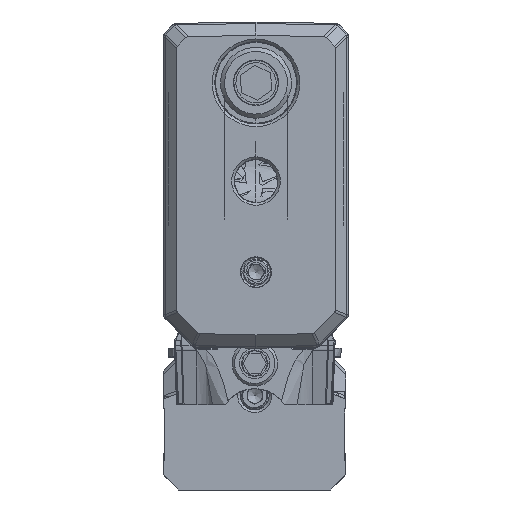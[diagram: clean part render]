
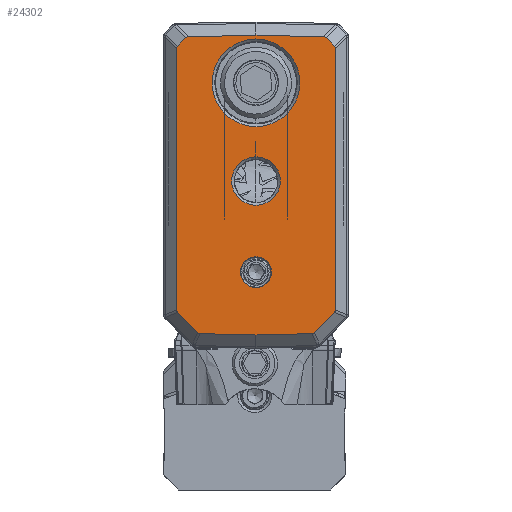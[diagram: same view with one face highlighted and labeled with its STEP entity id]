
A CAD part, front view. The second image highlights one B-rep face of the part: STEP entity #24302.
In plain terms, the highlighted planar face has unit normal (0, -1, 0).
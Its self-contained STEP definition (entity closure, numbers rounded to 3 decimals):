
#3094=FACE_BOUND('',#38400,.T.);
#3095=FACE_BOUND('',#38401,.T.);
#3096=FACE_BOUND('',#38402,.T.);
#3097=FACE_BOUND('',#38403,.T.);
#8852=ELLIPSE('',#116958,0.859,0.5);
#8853=ELLIPSE('',#116960,0.859,0.5);
#8854=ELLIPSE('',#116962,0.736,0.5);
#8855=ELLIPSE('',#116964,0.735,0.5);
#8856=ELLIPSE('',#116966,0.735,0.5);
#8857=ELLIPSE('',#116968,0.736,0.5);
#8858=ELLIPSE('',#116970,0.859,0.5);
#8859=ELLIPSE('',#116972,0.859,0.5);
#24302=ADVANCED_FACE('',(#3094,#3095,#3096,#3097),#27651,.T.);
#27651=PLANE('',#117068);
#38400=EDGE_LOOP('',(#60906,#60907,#60908,#60909,#60910,#60911,#60912,#60913,
#60914,#60915,#60916,#60917,#60918,#60919,#60920,#60921,#60922,#60923));
#38401=EDGE_LOOP('',(#60924));
#38402=EDGE_LOOP('',(#60925));
#38403=EDGE_LOOP('',(#60926));
#60906=ORIENTED_EDGE('',*,*,#86283,.T.);
#60907=ORIENTED_EDGE('',*,*,#86177,.T.);
#60908=ORIENTED_EDGE('',*,*,#86278,.T.);
#60909=ORIENTED_EDGE('',*,*,#86174,.T.);
#60910=ORIENTED_EDGE('',*,*,#86286,.T.);
#60911=ORIENTED_EDGE('',*,*,#86300,.T.);
#60912=ORIENTED_EDGE('',*,*,#86156,.T.);
#60913=ORIENTED_EDGE('',*,*,#86279,.T.);
#60914=ORIENTED_EDGE('',*,*,#86159,.T.);
#60915=ORIENTED_EDGE('',*,*,#86284,.T.);
#60916=ORIENTED_EDGE('',*,*,#86162,.T.);
#60917=ORIENTED_EDGE('',*,*,#86277,.T.);
#60918=ORIENTED_EDGE('',*,*,#86165,.T.);
#60919=ORIENTED_EDGE('',*,*,#86301,.T.);
#60920=ORIENTED_EDGE('',*,*,#86281,.T.);
#60921=ORIENTED_EDGE('',*,*,#86168,.T.);
#60922=ORIENTED_EDGE('',*,*,#86276,.T.);
#60923=ORIENTED_EDGE('',*,*,#86171,.T.);
#60924=ORIENTED_EDGE('',*,*,#85677,.T.);
#60925=ORIENTED_EDGE('',*,*,#85679,.T.);
#60926=ORIENTED_EDGE('',*,*,#85673,.T.);
#73435=VERTEX_POINT('',#187984);
#73439=VERTEX_POINT('',#188020);
#73441=VERTEX_POINT('',#188025);
#73762=VERTEX_POINT('',#191866);
#73763=VERTEX_POINT('',#191868);
#73764=VERTEX_POINT('',#191872);
#73765=VERTEX_POINT('',#191874);
#73766=VERTEX_POINT('',#191878);
#73767=VERTEX_POINT('',#191880);
#73768=VERTEX_POINT('',#191884);
#73769=VERTEX_POINT('',#191886);
#73770=VERTEX_POINT('',#191890);
#73771=VERTEX_POINT('',#191892);
#73772=VERTEX_POINT('',#191896);
#73773=VERTEX_POINT('',#191898);
#73774=VERTEX_POINT('',#191902);
#73775=VERTEX_POINT('',#191904);
#73776=VERTEX_POINT('',#191908);
#73777=VERTEX_POINT('',#191910);
#73829=VERTEX_POINT('',#192268);
#73830=VERTEX_POINT('',#192276);
#85673=EDGE_CURVE('',#73435,#73435,#107658,.T.);
#85677=EDGE_CURVE('',#73439,#73439,#107660,.T.);
#85679=EDGE_CURVE('',#73441,#73441,#107662,.T.);
#86156=EDGE_CURVE('',#73762,#73763,#8852,.T.);
#86159=EDGE_CURVE('',#73764,#73765,#8853,.T.);
#86162=EDGE_CURVE('',#73766,#73767,#8854,.T.);
#86165=EDGE_CURVE('',#73768,#73769,#8855,.T.);
#86168=EDGE_CURVE('',#73770,#73771,#8856,.T.);
#86171=EDGE_CURVE('',#73772,#73773,#8857,.T.);
#86174=EDGE_CURVE('',#73774,#73775,#8858,.T.);
#86177=EDGE_CURVE('',#73776,#73777,#8859,.T.);
#86276=EDGE_CURVE('',#73771,#73772,#95534,.T.);
#86277=EDGE_CURVE('',#73767,#73768,#95535,.T.);
#86278=EDGE_CURVE('',#73777,#73774,#95536,.T.);
#86279=EDGE_CURVE('',#73763,#73764,#95537,.T.);
#86281=EDGE_CURVE('',#73829,#73770,#95538,.T.);
#86283=EDGE_CURVE('',#73773,#73776,#95540,.T.);
#86284=EDGE_CURVE('',#73765,#73766,#95541,.T.);
#86286=EDGE_CURVE('',#73775,#73830,#95543,.T.);
#86300=EDGE_CURVE('',#73830,#73762,#95547,.T.);
#86301=EDGE_CURVE('',#73769,#73829,#95548,.T.);
#95534=LINE('',#192255,#103786);
#95535=LINE('',#192257,#103787);
#95536=LINE('',#192259,#103788);
#95537=LINE('',#192261,#103789);
#95538=LINE('',#192267,#103790);
#95540=LINE('',#192271,#103792);
#95541=LINE('',#192273,#103793);
#95543=LINE('',#192277,#103795);
#95547=LINE('',#192312,#103799);
#95548=LINE('',#192313,#103800);
#103786=VECTOR('',#138090,1.);
#103787=VECTOR('',#138093,1.);
#103788=VECTOR('',#138096,1.);
#103789=VECTOR('',#138099,1.);
#103790=VECTOR('',#138108,1.);
#103792=VECTOR('',#138112,1.);
#103793=VECTOR('',#138115,1.);
#103795=VECTOR('',#138119,1.);
#103799=VECTOR('',#138159,1.);
#103800=VECTOR('',#138160,1.);
#107658=CIRCLE('',#116690,2.4);
#107660=CIRCLE('',#116694,1.55);
#107662=CIRCLE('',#116697,4.323);
#116690=AXIS2_PLACEMENT_3D('',#187983,#137133,#137134);
#116694=AXIS2_PLACEMENT_3D('',#188019,#137141,#137142);
#116697=AXIS2_PLACEMENT_3D('',#188024,#137147,#137148);
#116958=AXIS2_PLACEMENT_3D('',#191869,#137866,#137867);
#116960=AXIS2_PLACEMENT_3D('',#191875,#137872,#137873);
#116962=AXIS2_PLACEMENT_3D('',#191881,#137878,#137879);
#116964=AXIS2_PLACEMENT_3D('',#191887,#137884,#137885);
#116966=AXIS2_PLACEMENT_3D('',#191893,#137890,#137891);
#116968=AXIS2_PLACEMENT_3D('',#191899,#137896,#137897);
#116970=AXIS2_PLACEMENT_3D('',#191905,#137902,#137903);
#116972=AXIS2_PLACEMENT_3D('',#191911,#137908,#137909);
#117068=AXIS2_PLACEMENT_3D('',#192314,#138161,#138162);
#137133=DIRECTION('',(0.,1.,0.));
#137134=DIRECTION('',(0.,0.,-1.));
#137141=DIRECTION('',(0.,1.,0.));
#137142=DIRECTION('',(0.,0.,-1.));
#137147=DIRECTION('',(0.,1.,0.));
#137148=DIRECTION('',(0.,0.,-1.));
#137866=DIRECTION('',(0.,-1.,0.));
#137867=DIRECTION('',(0.716,0.,-0.698));
#137872=DIRECTION('',(0.,-1.,0.));
#137873=DIRECTION('',(0.716,0.,-0.698));
#137878=DIRECTION('',(0.,-1.,0.));
#137879=DIRECTION('',(-0.926,0.,-0.379));
#137884=DIRECTION('',(0.,-1.,0.));
#137885=DIRECTION('',(-0.398,0.,-0.917));
#137890=DIRECTION('',(0.,-1.,0.));
#137891=DIRECTION('',(-0.398,0.,0.917));
#137896=DIRECTION('',(0.,-1.,0.));
#137897=DIRECTION('',(-0.926,0.,0.379));
#137902=DIRECTION('',(0.,-1.,0.));
#137903=DIRECTION('',(0.716,0.,0.698));
#137908=DIRECTION('',(0.,-1.,0.));
#137909=DIRECTION('',(0.716,0.,0.698));
#138090=DIRECTION('',(0.701,0.,0.713));
#138093=DIRECTION('',(0.701,0.,-0.713));
#138096=DIRECTION('',(-0.698,0.,0.716));
#138099=DIRECTION('',(-0.698,0.,-0.716));
#138108=DIRECTION('',(1.,0.,0.025));
#138112=DIRECTION('',(0.,0.,1.));
#138115=DIRECTION('',(0.,0.,-1.));
#138119=DIRECTION('',(-1.,0.,0.025));
#138159=DIRECTION('',(-1.,0.,-0.025));
#138160=DIRECTION('',(1.,0.,-0.025));
#138161=DIRECTION('',(0.,-1.,0.));
#138162=DIRECTION('',(0.,0.,-1.));
#187983=CARTESIAN_POINT('',(0.125,-28.5,-15.7));
#187984=CARTESIAN_POINT('',(0.125,-28.5,-18.1));
#188019=CARTESIAN_POINT('',(0.125,-28.5,-24.7));
#188020=CARTESIAN_POINT('',(0.125,-28.5,-26.25));
#188024=CARTESIAN_POINT('',(0.125,-28.5,-6.));
#188025=CARTESIAN_POINT('',(0.125,-28.5,-10.323));
#191866=CARTESIAN_POINT('',(-6.564,-28.5,-1.465));
#191868=CARTESIAN_POINT('',(-6.816,-28.5,-1.564));
#191869=CARTESIAN_POINT('',(-6.201,-28.5,-2.163));
#191872=CARTESIAN_POINT('',(-7.608,-28.5,-2.375));
#191874=CARTESIAN_POINT('',(-7.7,-28.5,-2.63));
#191875=CARTESIAN_POINT('',(-6.993,-28.5,-2.975));
#191878=CARTESIAN_POINT('',(-7.7,-28.5,-28.416));
#191880=CARTESIAN_POINT('',(-7.599,-28.5,-28.664));
#191881=CARTESIAN_POINT('',(-6.993,-28.5,-28.272));
#191884=CARTESIAN_POINT('',(-5.639,-28.5,-30.658));
#191886=CARTESIAN_POINT('',(-5.396,-28.5,-30.764));
#191887=CARTESIAN_POINT('',(-5.235,-28.5,-30.06));
#191890=CARTESIAN_POINT('',(5.646,-28.5,-30.764));
#191892=CARTESIAN_POINT('',(5.889,-28.5,-30.658));
#191893=CARTESIAN_POINT('',(5.485,-28.5,-30.06));
#191896=CARTESIAN_POINT('',(7.849,-28.5,-28.664));
#191898=CARTESIAN_POINT('',(7.95,-28.5,-28.416));
#191899=CARTESIAN_POINT('',(7.243,-28.5,-28.272));
#191902=CARTESIAN_POINT('',(7.066,-28.5,-1.564));
#191904=CARTESIAN_POINT('',(6.814,-28.5,-1.465));
#191905=CARTESIAN_POINT('',(6.451,-28.5,-2.163));
#191908=CARTESIAN_POINT('',(7.95,-28.5,-2.63));
#191910=CARTESIAN_POINT('',(7.858,-28.5,-2.375));
#191911=CARTESIAN_POINT('',(7.243,-28.5,-2.975));
#192255=CARTESIAN_POINT('',(-2.196,-28.5,-38.886));
#192257=CARTESIAN_POINT('',(-6.519,-28.5,-29.762));
#192259=CARTESIAN_POINT('',(14.544,-28.5,-9.227));
#192261=CARTESIAN_POINT('',(-23.195,-28.5,-18.349));
#192267=CARTESIAN_POINT('',(-9.027,-28.5,-31.126));
#192268=CARTESIAN_POINT('',(0.125,-28.5,-30.9));
#192271=CARTESIAN_POINT('',(7.95,-28.5,-32.2));
#192273=CARTESIAN_POINT('',(-7.7,-28.5,-32.2));
#192276=CARTESIAN_POINT('',(0.125,-28.5,-1.3));
#192277=CARTESIAN_POINT('',(-8.232,-28.5,-1.094));
#192312=CARTESIAN_POINT('',(-9.757,-28.5,-1.544));
#192313=CARTESIAN_POINT('',(-8.962,-28.5,-30.676));
#192314=CARTESIAN_POINT('',(-9.,-28.5,-32.2));
